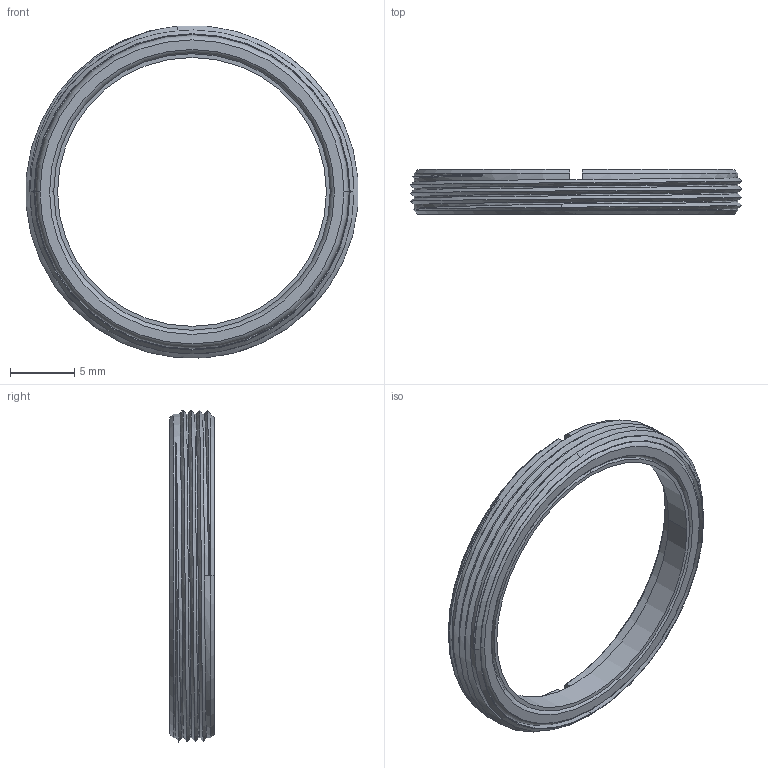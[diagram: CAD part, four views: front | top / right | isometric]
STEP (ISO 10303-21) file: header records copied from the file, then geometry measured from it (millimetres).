
FILE_DESCRIPTION((''),'2;1');
FILE_NAME('CSK1_ASM','2024-05-24T14:15:09',('R&D'),(''),'CREO PARAMETRIC BY PTC INC, 2021063','CREO PARAMETRIC BY PTC INC, 2021063','');
FILE_SCHEMA(('CONFIG_CONTROL_DESIGN'));
Length unit declared in the file: millimetre
Products named in the file (3): CSK1; CSK1-1; CSK1_ASM
Assembly tree (2 placements, depth 2):
  CSK1_ASM
    CSK1
    CSK1-1
Bounding box: 25.92 x 3.5 x 25.93 mm (x, y, z)
Volume: 449 mm3; surface area: 1433.7 mm2
Topology: 2 solids, 2 shells, 49 faces, 125 edges, 82 vertices
Faces by surface type: plane 16, cylinder 16, bspline 7, cone 6, torus 4
Entity records: 2863 total; most frequent: CARTESIAN_POINT 1639, ORIENTED_EDGE 250, DIRECTION 222, EDGE_CURVE 125, AXIS2_PLACEMENT_3D 90, VERTEX_POINT 82, EDGE_LOOP 55, FACE_OUTER_BOUND 49
